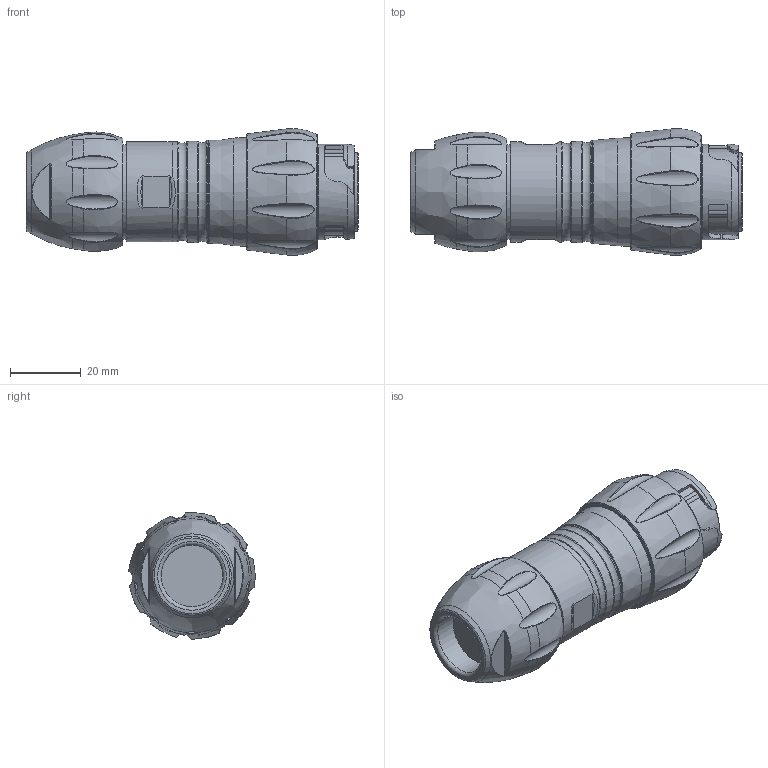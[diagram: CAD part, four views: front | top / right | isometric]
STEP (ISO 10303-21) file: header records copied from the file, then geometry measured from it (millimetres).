
FILE_DESCRIPTION(/* description */ (''),/* implementation_level */ '2;1');
FILE_NAME(/* name */ '99-6501-000-08_001_01.stp',/* time_stamp */ '2014-08-29T07:14:09+02:00',/* author */ (''),/* organization */ (''),/* preprocessor_version */ 'ST-DEVELOPER v14',/* originating_system */ 'SIEMENS PLM Software NX 8.0',/* authorisation */ '');
FILE_SCHEMA (('AUTOMOTIVE_DESIGN { 1 0 10303 214 3 1 1 1 }'));
Length unit declared in the file: millimetre
Products named in the file (1): sach0DA4EC371y3k
Bounding box: 94.13 x 35.89 x 35.92 mm (x, y, z)
Volume: 61780.8 mm3; surface area: 14315.2 mm2
Topology: 1 solids, 1 shells, 285 faces, 712 edges, 449 vertices
Faces by surface type: cylinder 92, bspline 71, plane 70, cone 31, torus 21
Full cylindrical faces by diameter (mm): 5.75 x1, 17.5 x1, 22.3 x1, 22.5 x1, 26.8 x1, 27.1 x1, 28 x1, 28.4 x1, 28.9 x1, 29 x1, 30.8 x1, 31 x1
Entity records: 12768 total; most frequent: CARTESIAN_POINT 6712, ORIENTED_EDGE 1270, DIRECTION 1180, EDGE_CURVE 635, AXIS2_PLACEMENT_3D 514, VERTEX_POINT 423, EDGE_LOOP 356, ADVANCED_FACE 285
